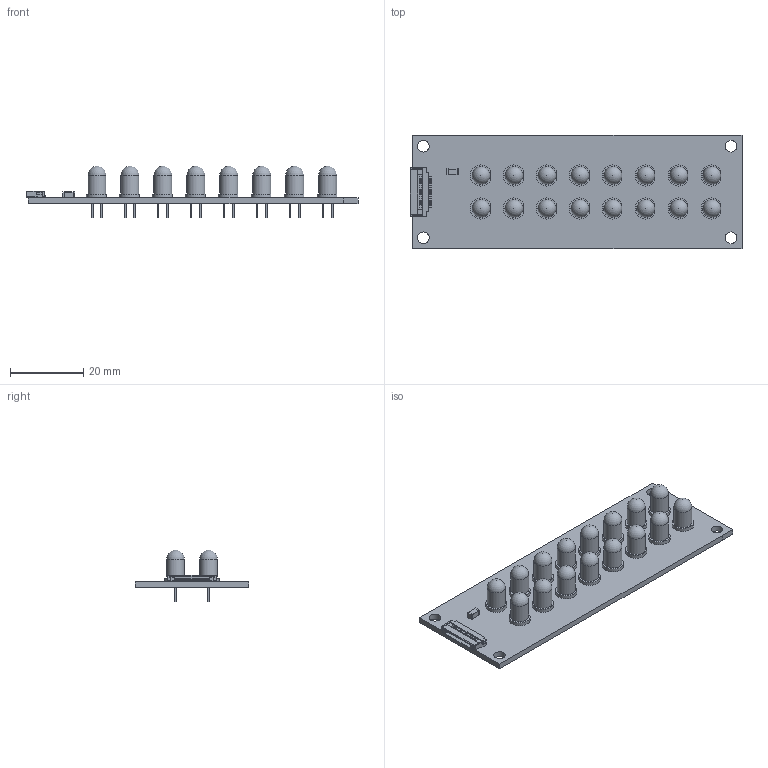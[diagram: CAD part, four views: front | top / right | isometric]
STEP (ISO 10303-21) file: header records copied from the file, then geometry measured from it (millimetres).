
FILE_DESCRIPTION(('FreeCAD Model'),'2;1');
FILE_NAME('qPCR-ledarray.step','2020-05-28T02:51:06',(''),(''),'Open CASCADE STEP processor 7.3', 'FreeCAD','Unknown');
FILE_SCHEMA(('AUTOMOTIVE_DESIGN { 1 0 10303 214 1 1 1 1 }'));
Length unit declared in the file: millimetre
Products named in the file (25): qPCR-ledarray; Board_Geoms_41cf; Local_CS_41cf; Pcb_41cf; PCB_Sketch_41cf; Step_Models_41cf; Top_41cf; C1_C_1206_3216Metric_5ECD2A33[2]; D1_LED_D5.0mm_Clear_5ECD3A3F[2]; D2_LED_D5.0mm_Clear_5ECD2A57[2]; D3_LED_D5.0mm_Clear_5ECD2A69[2]; D4_LED_D5.0mm_Clear_5ECD2A7B[2]; D5_LED_D5.0mm_Clear_5ECD3AD2[2]; D6_LED_D5.0mm_Clear_5ECD2A9F[2]; D7_LED_D5.0mm_Clear_5ECD2AB1[2]; D8_LED_D5.0mm_Clear_5ECD2AC3[2]; D9_LED_D5.0mm_Clear_5ECD4F65[2]; D10_LED_D5.0mm_Clear_5ECD4EFF[2]; D11_LED_D5.0mm_Clear_5ECD4F32[2]; D12_LED_D5.0mm_Clear_5ECD4ECC[2]; D13_LED_D5.0mm_Clear_5ECD4E99[2]; D14_LED_D5.0mm_Clear_5ECD4E66[2]; D15_LED_D5.0mm_Clear_5ECD4E33[2]; D16_LED_D5.0mm_Clear_5ECD4E00[2]; e_TF31-18S-0.5SH_3d_stp_v1_5ECD5046
Assembly tree (24 placements, depth 4):
  qPCR-ledarray
    Board_Geoms_41cf
      Local_CS_41cf
      Pcb_41cf
      PCB_Sketch_41cf
    Step_Models_41cf
      Top_41cf
        C1_C_1206_3216Metric_5ECD2A33[2]
        D1_LED_D5.0mm_Clear_5ECD3A3F[2]
        D2_LED_D5.0mm_Clear_5ECD2A57[2]
        D3_LED_D5.0mm_Clear_5ECD2A69[2]
        D4_LED_D5.0mm_Clear_5ECD2A7B[2]
        D5_LED_D5.0mm_Clear_5ECD3AD2[2]
        D6_LED_D5.0mm_Clear_5ECD2A9F[2]
        D7_LED_D5.0mm_Clear_5ECD2AB1[2]
        D8_LED_D5.0mm_Clear_5ECD2AC3[2]
        D9_LED_D5.0mm_Clear_5ECD4F65[2]
        D10_LED_D5.0mm_Clear_5ECD4EFF[2]
        D11_LED_D5.0mm_Clear_5ECD4F32[2]
        D12_LED_D5.0mm_Clear_5ECD4ECC[2]
        D13_LED_D5.0mm_Clear_5ECD4E99[2]
        D14_LED_D5.0mm_Clear_5ECD4E66[2]
        D15_LED_D5.0mm_Clear_5ECD4E33[2]
        D16_LED_D5.0mm_Clear_5ECD4E00[2]
        e_TF31-18S-0.5SH_3d_stp_v1_5ECD5046
Bounding box: 90.65 x 31 x 14.1 mm (x, y, z)
Volume: 6955 mm3; surface area: 9368.3 mm2
Topology: 19 solids, 19 shells, 924 faces, 2548 edges, 1702 vertices
Faces by surface type: plane 718, cylinder 190, sphere 16
Full cylindrical faces by diameter (mm): 0.9 x32, 3.2 x4, 4.9 x16
Entity records: 35865 total; most frequent: CARTESIAN_POINT 5187, ORIENTED_EDGE 5044, DIRECTION 4830, EDGE_CURVE 2522, LINE 2132, VECTOR 2132, VERTEX_POINT 1686, AXIS2_PLACEMENT_3D 1349
